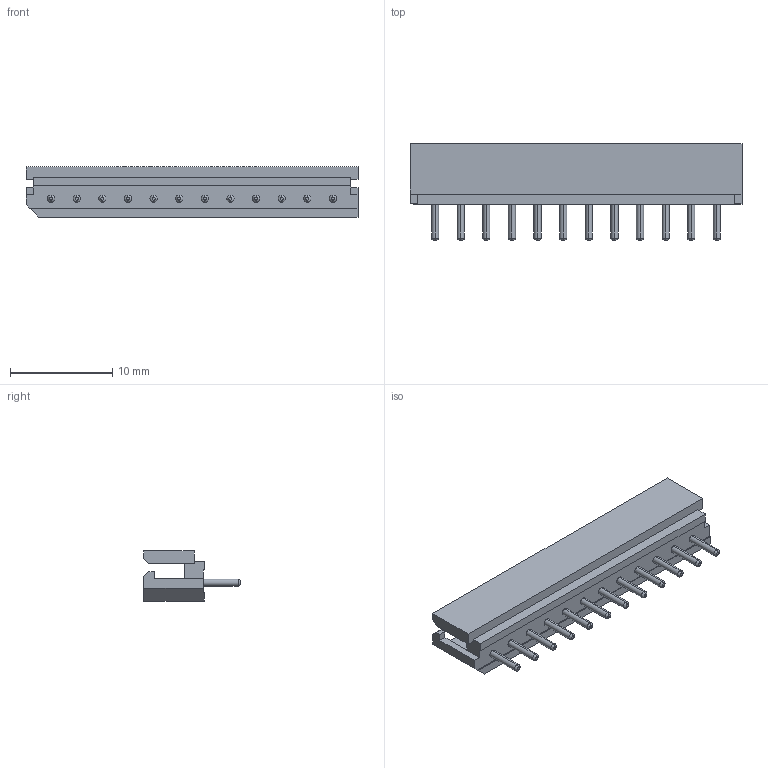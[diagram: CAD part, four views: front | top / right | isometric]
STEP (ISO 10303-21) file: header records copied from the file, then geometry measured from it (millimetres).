
FILE_DESCRIPTION((''),'2;1');
FILE_NAME('022035125','2016-09-06T',('gsharma'),(''),'PRO/ENGINEER BY PARAMETRIC TECHNOLOGY CORPORATION, 2012310','PRO/ENGINEER BY PARAMETRIC TECHNOLOGY CORPORATION, 2012310','');
FILE_SCHEMA(('CONFIG_CONTROL_DESIGN'));
Length unit declared in the file: millimetre
Products named in the file (1): 022035125
Bounding box: 32.4 x 9.4 x 4.9 mm (x, y, z)
Volume: 488.5 mm3; surface area: 1205.4 mm2
Topology: 1 solids, 1 shells, 207 faces, 510 edges, 348 vertices
Faces by surface type: plane 111, cylinder 48, bspline 48
Entity records: 7171 total; most frequent: CARTESIAN_POINT 2300, DIRECTION 1046, ORIENTED_EDGE 934, EDGE_CURVE 467, AXIS2_PLACEMENT_3D 376, VECTOR 294, LINE 294, VERTEX_POINT 286
